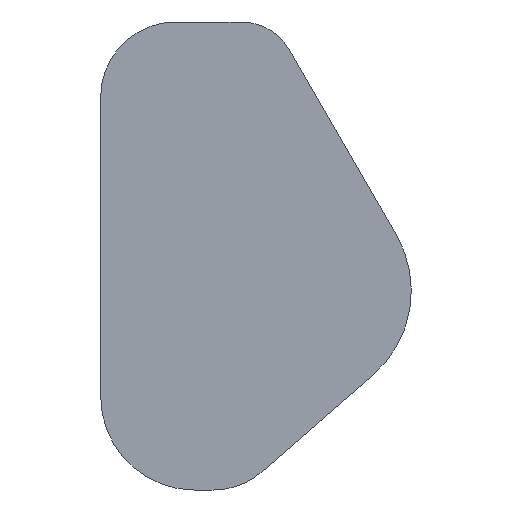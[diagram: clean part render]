
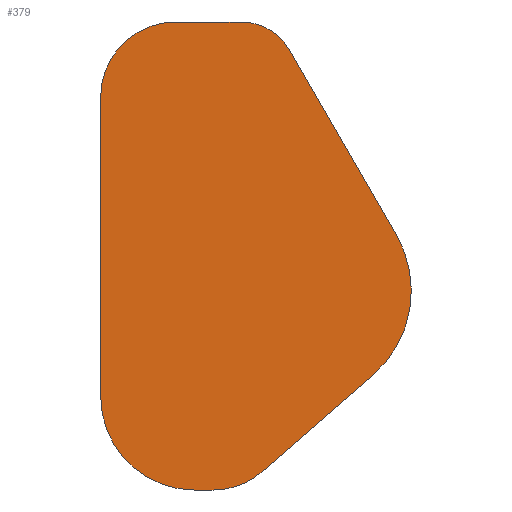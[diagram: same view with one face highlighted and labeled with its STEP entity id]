
A CAD part, left-side view. The second image highlights one B-rep face of the part: STEP entity #379.
In plain terms, the highlighted planar face has unit normal (-1, 0, 0).
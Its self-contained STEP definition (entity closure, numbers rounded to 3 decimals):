
#61=CARTESIAN_POINT('Vertex',(0.,-10.,-25.)) ;
#66=CARTESIAN_POINT('Axis2P3D Location',(0.,-10.,-15.)) ;
#70=CARTESIAN_POINT('Vertex',(0.,0.,-15.)) ;
#97=CARTESIAN_POINT('Line Origine',(0.,0.,1.)) ;
#101=CARTESIAN_POINT('Vertex',(0.,0.,17.)) ;
#128=CARTESIAN_POINT('Axis2P3D Location',(0.,-8.,17.)) ;
#132=CARTESIAN_POINT('Vertex',(0.,-8.,25.)) ;
#159=CARTESIAN_POINT('Line Origine',(0.,-11.5,25.)) ;
#163=CARTESIAN_POINT('Vertex',(0.,-15.,25.)) ;
#190=CARTESIAN_POINT('Axis2P3D Location',(0.,-15.,19.)) ;
#194=CARTESIAN_POINT('Vertex',(0.,-20.196,22.)) ;
#221=CARTESIAN_POINT('Line Origine',(0.,-25.887,12.143)) ;
#225=CARTESIAN_POINT('Vertex',(0.,-31.578,2.285)) ;
#252=CARTESIAN_POINT('Axis2P3D Location',(0.,-21.186,-3.715)) ;
#256=CARTESIAN_POINT('Vertex',(0.,-29.059,-12.771)) ;
#283=CARTESIAN_POINT('Line Origine',(0.,-23.154,-17.904)) ;
#287=CARTESIAN_POINT('Vertex',(0.,-17.248,-23.038)) ;
#314=CARTESIAN_POINT('Axis2P3D Location',(0.,-12.,-17.)) ;
#318=CARTESIAN_POINT('Vertex',(0.,-12.,-25.)) ;
#345=CARTESIAN_POINT('Line Origine',(0.,-11.,-25.)) ;
#362=CARTESIAN_POINT('Axis2P3D Location',(0.,0.,0.)) ;
#67=DIRECTION('Axis2P3D Direction',(1.,0.,0.)) ;
#98=DIRECTION('Vector Direction',(0.,0.,-1.)) ;
#129=DIRECTION('Axis2P3D Direction',(1.,0.,0.)) ;
#160=DIRECTION('Vector Direction',(0.,-1.,0.)) ;
#191=DIRECTION('Axis2P3D Direction',(1.,0.,0.)) ;
#222=DIRECTION('Vector Direction',(0.,0.5,0.866)) ;
#253=DIRECTION('Axis2P3D Direction',(1.,0.,0.)) ;
#284=DIRECTION('Vector Direction',(0.,-0.755,0.656)) ;
#315=DIRECTION('Axis2P3D Direction',(1.,0.,0.)) ;
#346=DIRECTION('Vector Direction',(0.,-1.,0.)) ;
#363=DIRECTION('Axis2P3D Direction',(1.,0.,0.)) ;
#364=DIRECTION('Axis2P3D XDirection',(0.,1.,0.)) ;
#68=AXIS2_PLACEMENT_3D('Circle Axis2P3D',#66,#67,$) ;
#130=AXIS2_PLACEMENT_3D('Circle Axis2P3D',#128,#129,$) ;
#192=AXIS2_PLACEMENT_3D('Circle Axis2P3D',#190,#191,$) ;
#254=AXIS2_PLACEMENT_3D('Circle Axis2P3D',#252,#253,$) ;
#316=AXIS2_PLACEMENT_3D('Circle Axis2P3D',#314,#315,$) ;
#365=AXIS2_PLACEMENT_3D('Plane Axis2P3D',#362,#363,#364) ;
#368=ORIENTED_EDGE('',*,*,#349,.F.) ;
#369=ORIENTED_EDGE('',*,*,#320,.F.) ;
#370=ORIENTED_EDGE('',*,*,#289,.F.) ;
#371=ORIENTED_EDGE('',*,*,#258,.F.) ;
#372=ORIENTED_EDGE('',*,*,#227,.F.) ;
#373=ORIENTED_EDGE('',*,*,#196,.F.) ;
#374=ORIENTED_EDGE('',*,*,#165,.F.) ;
#375=ORIENTED_EDGE('',*,*,#134,.F.) ;
#376=ORIENTED_EDGE('',*,*,#103,.F.) ;
#377=ORIENTED_EDGE('',*,*,#72,.F.) ;
#99=VECTOR('Line Direction',#98,1.) ;
#161=VECTOR('Line Direction',#160,1.) ;
#223=VECTOR('Line Direction',#222,1.) ;
#285=VECTOR('Line Direction',#284,1.) ;
#347=VECTOR('Line Direction',#346,1.) ;
#379=ADVANCED_FACE('',(#378),#366,.F.) ;
#69=CIRCLE('generated circle',#68,10.) ;
#131=CIRCLE('generated circle',#130,8.) ;
#193=CIRCLE('generated circle',#192,6.) ;
#255=CIRCLE('generated circle',#254,12.) ;
#317=CIRCLE('generated circle',#316,8.) ;
#72=EDGE_CURVE('',#62,#71,#69,.T.) ;
#103=EDGE_CURVE('',#71,#102,#100,.F.) ;
#134=EDGE_CURVE('',#102,#133,#131,.T.) ;
#165=EDGE_CURVE('',#133,#164,#162,.T.) ;
#196=EDGE_CURVE('',#164,#195,#193,.T.) ;
#227=EDGE_CURVE('',#195,#226,#224,.F.) ;
#258=EDGE_CURVE('',#226,#257,#255,.T.) ;
#289=EDGE_CURVE('',#257,#288,#286,.F.) ;
#320=EDGE_CURVE('',#288,#319,#317,.T.) ;
#349=EDGE_CURVE('',#319,#62,#348,.F.) ;
#367=EDGE_LOOP('',(#368,#369,#370,#371,#372,#373,#374,#375,#376,#377)) ;
#378=FACE_OUTER_BOUND('',#367,.T.) ;
#100=LINE('Line',#97,#99) ;
#162=LINE('Line',#159,#161) ;
#224=LINE('Line',#221,#223) ;
#286=LINE('Line',#283,#285) ;
#348=LINE('Line',#345,#347) ;
#366=PLANE('Plane',#365) ;
#62=VERTEX_POINT('',#61) ;
#71=VERTEX_POINT('',#70) ;
#102=VERTEX_POINT('',#101) ;
#133=VERTEX_POINT('',#132) ;
#164=VERTEX_POINT('',#163) ;
#195=VERTEX_POINT('',#194) ;
#226=VERTEX_POINT('',#225) ;
#257=VERTEX_POINT('',#256) ;
#288=VERTEX_POINT('',#287) ;
#319=VERTEX_POINT('',#318) ;
